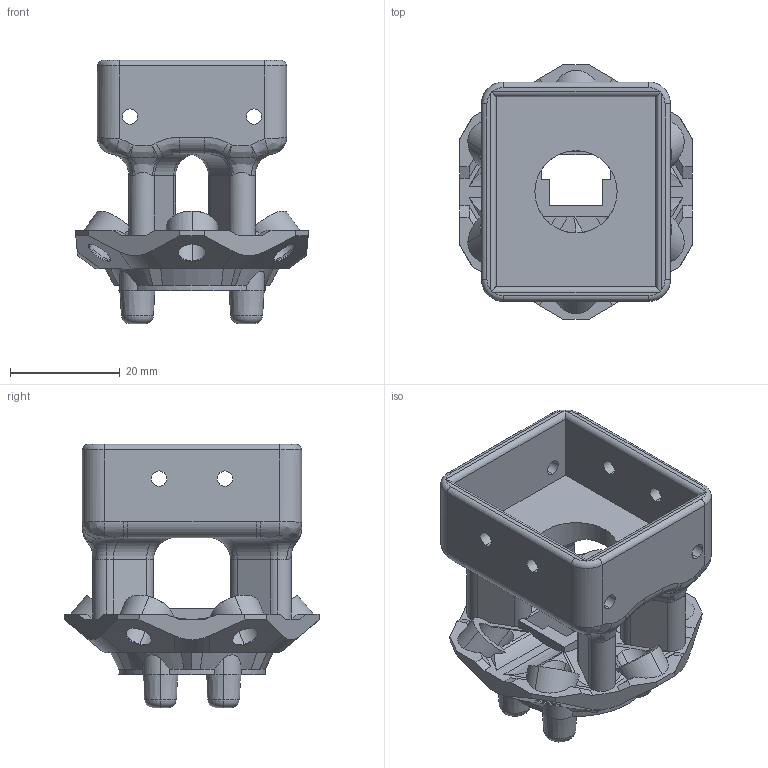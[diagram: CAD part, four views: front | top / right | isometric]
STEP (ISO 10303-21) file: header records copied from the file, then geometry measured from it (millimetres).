
FILE_DESCRIPTION (( 'STEP AP203' ), '1' );
FILE_NAME ('Leg_part_01_yaw_Default_sldprt.STEP', '2020-01-29T04:39:58', ( '' ), ( '' ), 'SwSTEP 2.0', 'SolidWorks 2019', '' );
FILE_SCHEMA (( 'CONFIG_CONTROL_DESIGN' ));
Length unit declared in the file: millimetre
Products named in the file (1): Leg_part_01_yaw_Default_sldprt
Bounding box: 42.52 x 46.34 x 48 mm (x, y, z)
Volume: 22008.9 mm3; surface area: 13090.3 mm2
Topology: 1 solids, 1 shells, 407 faces, 1136 edges, 711 vertices
Faces by surface type: plane 186, cylinder 123, bspline 46, torus 28, cone 24
Entity records: 19135 total; most frequent: CARTESIAN_POINT 9256, ORIENTED_EDGE 2256, DIRECTION 1881, EDGE_CURVE 1128, VERTEX_POINT 711, AXIS2_PLACEMENT_3D 674, VECTOR 533, LINE 533
